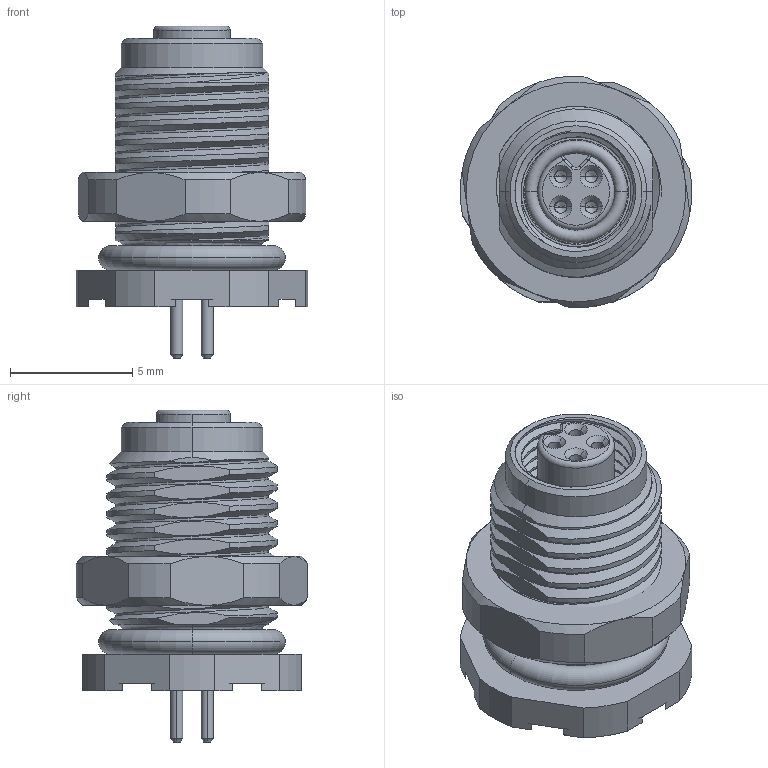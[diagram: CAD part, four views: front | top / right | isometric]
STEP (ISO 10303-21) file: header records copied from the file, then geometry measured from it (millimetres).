
FILE_DESCRIPTION((''),'2;1');
FILE_NAME('HOUSING-FEMALE-4P-000A14_4','2025-08-24T',('gongcheng16'),(''),'PRO/ENGINEER BY PARAMETRIC TECHNOLOGY CORPORATION, 2010280','PRO/ENGINEER BY PARAMETRIC TECHNOLOGY CORPORATION, 2010280','');
FILE_SCHEMA(('CONFIG_CONTROL_DESIGN'));
Products named in the file (1): HOUSING-FEMALE-4P-000A14_4
Bounding box: 9.48 x 9.48 x 13.6 mm (x, y, z)
Volume: 52.1 mm3; surface area: 6217.1 mm2
Topology: 1 solids, 82 shells, 1413 faces, 4035 edges, 2659 vertices
Faces by surface type: cylinder 492, plane 476, cone 289, bspline 102, torus 54
Entity records: 84001 total; most frequent: CARTESIAN_POINT 49539, ORIENTED_EDGE 7334, DIRECTION 6511, EDGE_CURVE 4027, VERTEX_POINT 2659, AXIS2_PLACEMENT_3D 2543, EDGE_LOOP 1494, VECTOR 1425
